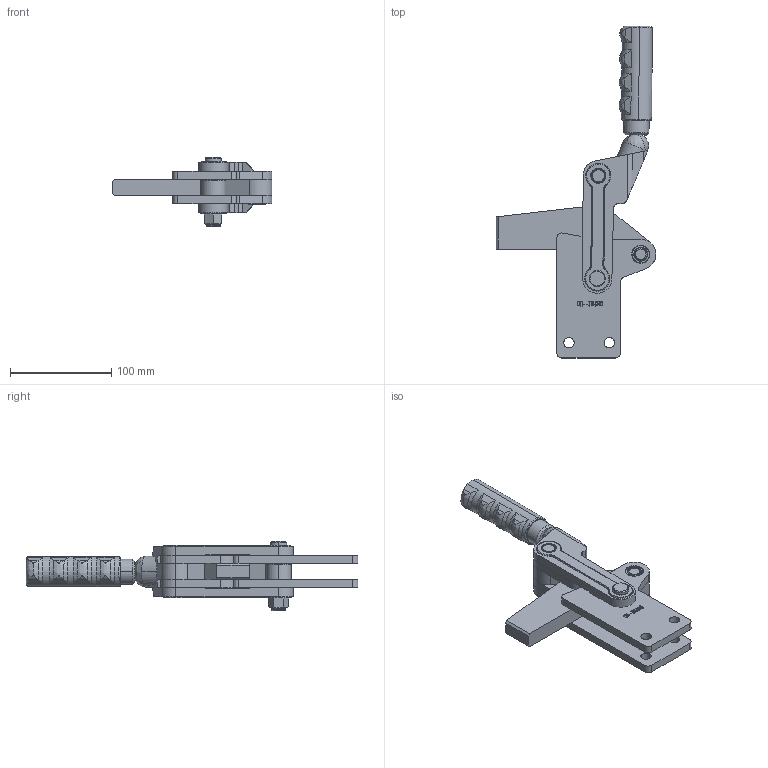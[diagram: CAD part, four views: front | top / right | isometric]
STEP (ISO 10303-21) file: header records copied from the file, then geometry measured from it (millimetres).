
FILE_DESCRIPTION (( 'STEP AP203' ), '1' );
FILE_NAME ('CH-72420.STEP', '2017-12-09T05:47:24', ( 'Windows' ), ( 'Microsoft' ), 'SwSTEP 2.0', 'SolidWorks 2015', '' );
FILE_SCHEMA (( 'CONFIG_CONTROL_DESIGN' ));
Products named in the file (5): CH-72420-01; 72420揤參; CH-72420; 72420-01; 72420-02
Assembly tree (4 placements, depth 2):
  CH-72420
    72420-01
    72420-02
    CH-72420-01
    72420揤參
Bounding box: 158 x 328.31 x 68.5 mm (x, y, z)
Volume: 492407.8 mm3; surface area: 154347.1 mm2
Topology: 21 solids, 21 shells, 5151 faces, 14565 edges, 9666 vertices
Faces by surface type: plane 2925, cylinder 1878, bspline 231, cone 117
Entity records: 184998 total; most frequent: CARTESIAN_POINT 48415, ORIENTED_EDGE 29130, DIRECTION 28297, EDGE_CURVE 14565, VERTEX_POINT 9666, AXIS2_PLACEMENT_3D 9440, VECTOR 9417, LINE 9417
